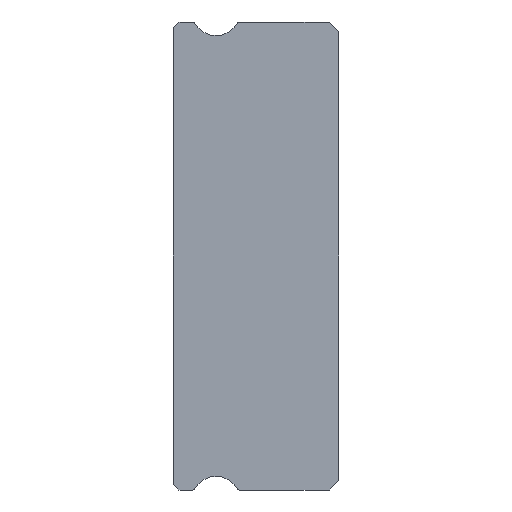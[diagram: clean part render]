
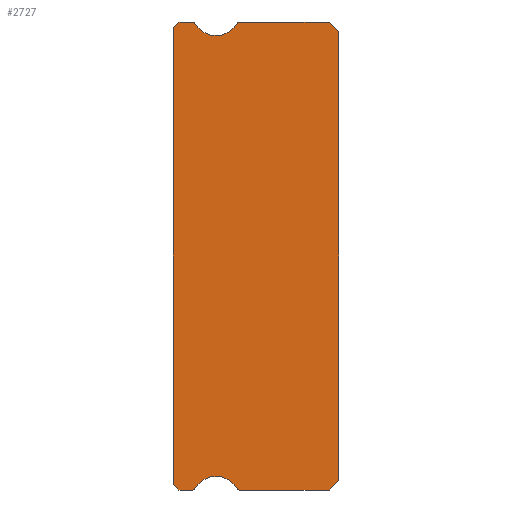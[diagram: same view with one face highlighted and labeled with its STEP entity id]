
A CAD part, left-side view. The second image highlights one B-rep face of the part: STEP entity #2727.
In plain terms, the highlighted planar face has unit normal (-1, 0, 0).
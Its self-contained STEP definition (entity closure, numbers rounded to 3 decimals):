
#21 = EDGE_CURVE ( 'NONE', #1899, #2055, #2257, .T. ) ;
#39 = VERTEX_POINT ( 'NONE', #1660 ) ;
#66 = EDGE_CURVE ( 'NONE', #1003, #2735, #1981, .T. ) ;
#72 = AXIS2_PLACEMENT_3D ( 'NONE', #2353, #773, #3427 ) ;
#81 = CARTESIAN_POINT ( 'NONE',  ( -15., 7.512, 11.85 ) ) ;
#89 = VECTOR ( 'NONE', #1673, 1000. ) ;
#171 = DIRECTION ( 'NONE',  ( 0., 0., -1. ) ) ;
#211 = CARTESIAN_POINT ( 'NONE',  ( -15., 8.2, 12. ) ) ;
#252 = CARTESIAN_POINT ( 'NONE',  ( -15., 6.3, 12.55 ) ) ;
#340 = DIRECTION ( 'NONE',  ( -1., 0., 0. ) ) ;
#365 = CIRCLE ( 'NONE', #2977, 1.25 ) ;
#424 = VERTEX_POINT ( 'NONE', #1405 ) ;
#425 = VERTEX_POINT ( 'NONE', #2487 ) ;
#437 = DIRECTION ( 'NONE',  ( 1., 0., 0. ) ) ;
#468 = CARTESIAN_POINT ( 'NONE',  ( -15., 8.2, -12. ) ) ;
#472 = CIRCLE ( 'NONE', #2135, 1.25 ) ;
#476 = ORIENTED_EDGE ( 'NONE', *, *, #2232, .F. ) ;
#483 = DIRECTION ( 'NONE',  ( 0., 0., -1. ) ) ;
#489 = DIRECTION ( 'NONE',  ( 0., 0., 1. ) ) ;
#571 = CARTESIAN_POINT ( 'NONE',  ( -15., 7.512, -12. ) ) ;
#591 = EDGE_CURVE ( 'NONE', #424, #3357, #1366, .T. ) ;
#613 = CARTESIAN_POINT ( 'NONE',  ( -15., 7.512, -11.85 ) ) ;
#616 = CARTESIAN_POINT ( 'NONE',  ( -15., 5.088, -12. ) ) ;
#706 = CARTESIAN_POINT ( 'NONE',  ( -15., 0., 11.5 ) ) ;
#713 = VERTEX_POINT ( 'NONE', #1380 ) ;
#715 = CARTESIAN_POINT ( 'NONE',  ( -15., 5.088, -11.85 ) ) ;
#744 = VECTOR ( 'NONE', #2413, 1000. ) ;
#773 = DIRECTION ( 'NONE',  ( 1., 0., 0. ) ) ;
#889 = CARTESIAN_POINT ( 'NONE',  ( -15., 0.5, 12. ) ) ;
#892 = ORIENTED_EDGE ( 'NONE', *, *, #2548, .F. ) ;
#893 = ORIENTED_EDGE ( 'NONE', *, *, #1523, .T. ) ;
#915 = DIRECTION ( 'NONE',  ( 0., 0., -1. ) ) ;
#957 = VECTOR ( 'NONE', #1957, 1000. ) ;
#976 = EDGE_CURVE ( 'NONE', #39, #2393, #365, .T. ) ;
#985 = LINE ( 'NONE', #211, #1247 ) ;
#1003 = VERTEX_POINT ( 'NONE', #1064 ) ;
#1020 = DIRECTION ( 'NONE',  ( 0., 1., 0. ) ) ;
#1056 = CARTESIAN_POINT ( 'NONE',  ( -15., 5.217, 11.925 ) ) ;
#1064 = CARTESIAN_POINT ( 'NONE',  ( -15., 8.2, 12. ) ) ;
#1095 = LINE ( 'NONE', #3434, #744 ) ;
#1100 = LINE ( 'NONE', #889, #1588 ) ;
#1116 = DIRECTION ( 'NONE',  ( 0., 0., -1. ) ) ;
#1133 = VERTEX_POINT ( 'NONE', #2489 ) ;
#1176 = EDGE_CURVE ( 'NONE', #2055, #2451, #1100, .T. ) ;
#1190 = CARTESIAN_POINT ( 'NONE',  ( -15., 7.512, 12. ) ) ;
#1191 = CARTESIAN_POINT ( 'NONE',  ( -15., 8.5, 11.7 ) ) ;
#1209 = EDGE_CURVE ( 'NONE', #2002, #1003, #985, .T. ) ;
#1230 = VECTOR ( 'NONE', #1525, 1000. ) ;
#1233 = CIRCLE ( 'NONE', #3185, 1.25 ) ;
#1247 = VECTOR ( 'NONE', #1020, 1000. ) ;
#1349 = AXIS2_PLACEMENT_3D ( 'NONE', #81, #2438, #915 ) ;
#1366 = LINE ( 'NONE', #571, #3414 ) ;
#1380 = CARTESIAN_POINT ( 'NONE',  ( -15., 8.2, -12. ) ) ;
#1389 = ORIENTED_EDGE ( 'NONE', *, *, #1621, .T. ) ;
#1391 = ORIENTED_EDGE ( 'NONE', *, *, #66, .T. ) ;
#1397 = DIRECTION ( 'NONE',  ( 0., 1., 0. ) ) ;
#1404 = DIRECTION ( 'NONE',  ( 0., 0., -1. ) ) ;
#1405 = CARTESIAN_POINT ( 'NONE',  ( -15., 0.5, -12. ) ) ;
#1431 = CARTESIAN_POINT ( 'NONE',  ( -15., 8.5, 11.85 ) ) ;
#1458 = DIRECTION ( 'NONE',  ( 0., -1., 0. ) ) ;
#1473 = CIRCLE ( 'NONE', #2756, 0.15 ) ;
#1523 = EDGE_CURVE ( 'NONE', #1133, #713, #3074, .T. ) ;
#1524 = CIRCLE ( 'NONE', #1855, 0.15 ) ;
#1525 = DIRECTION ( 'NONE',  ( 0., -0.707, -0.707 ) ) ;
#1528 = FACE_OUTER_BOUND ( 'NONE', #3437, .T. ) ;
#1588 = VECTOR ( 'NONE', #3009, 1000. ) ;
#1595 = CARTESIAN_POINT ( 'NONE',  ( -15., 0.5, 12. ) ) ;
#1621 = EDGE_CURVE ( 'NONE', #2116, #2451, #2273, .T. ) ;
#1630 = ORIENTED_EDGE ( 'NONE', *, *, #2317, .T. ) ;
#1660 = CARTESIAN_POINT ( 'NONE',  ( -15., 6.3, 11.3 ) ) ;
#1673 = DIRECTION ( 'NONE',  ( 0., -1., 0. ) ) ;
#1715 = ORIENTED_EDGE ( 'NONE', *, *, #2415, .F. ) ;
#1751 = PLANE ( 'NONE',  #1974 ) ;
#1788 = EDGE_CURVE ( 'NONE', #2393, #1899, #3019, .T. ) ;
#1789 = DIRECTION ( 'NONE',  ( -1., 0., 0. ) ) ;
#1811 = EDGE_CURVE ( 'NONE', #2002, #2139, #3347, .T. ) ;
#1829 = CARTESIAN_POINT ( 'NONE',  ( -15., 6.3, 12.55 ) ) ;
#1855 = AXIS2_PLACEMENT_3D ( 'NONE', #613, #3304, #1404 ) ;
#1899 = VERTEX_POINT ( 'NONE', #3282 ) ;
#1941 = ORIENTED_EDGE ( 'NONE', *, *, #1811, .F. ) ;
#1957 = DIRECTION ( 'NONE',  ( 0., 0., 1. ) ) ;
#1974 = AXIS2_PLACEMENT_3D ( 'NONE', #2589, #437, #171 ) ;
#1981 = LINE ( 'NONE', #1191, #3145 ) ;
#2002 = VERTEX_POINT ( 'NONE', #1190 ) ;
#2024 = EDGE_CURVE ( 'NONE', #2139, #39, #1233, .T. ) ;
#2025 = DIRECTION ( 'NONE',  ( 0., 0., -1. ) ) ;
#2034 = CARTESIAN_POINT ( 'NONE',  ( -15., 8.5, 11.7 ) ) ;
#2055 = VERTEX_POINT ( 'NONE', #1595 ) ;
#2070 = VECTOR ( 'NONE', #489, 1000. ) ;
#2075 = DIRECTION ( 'NONE',  ( 1., 0., 0. ) ) ;
#2076 = DIRECTION ( 'NONE',  ( 0., 0., -1. ) ) ;
#2116 = VERTEX_POINT ( 'NONE', #2879 ) ;
#2135 = AXIS2_PLACEMENT_3D ( 'NONE', #2724, #340, #1116 ) ;
#2139 = VERTEX_POINT ( 'NONE', #2365 ) ;
#2144 = ORIENTED_EDGE ( 'NONE', *, *, #21, .F. ) ;
#2163 = CARTESIAN_POINT ( 'NONE',  ( -15., 0., 11.5 ) ) ;
#2170 = LINE ( 'NONE', #1431, #957 ) ;
#2197 = VERTEX_POINT ( 'NONE', #2454 ) ;
#2232 = EDGE_CURVE ( 'NONE', #2197, #2382, #472, .T. ) ;
#2247 = EDGE_CURVE ( 'NONE', #1133, #2735, #2170, .T. ) ;
#2257 = LINE ( 'NONE', #2989, #89 ) ;
#2273 = LINE ( 'NONE', #706, #2070 ) ;
#2292 = VECTOR ( 'NONE', #1458, 1000. ) ;
#2317 = EDGE_CURVE ( 'NONE', #713, #425, #2957, .T. ) ;
#2353 = CARTESIAN_POINT ( 'NONE',  ( -15., 5.088, 11.85 ) ) ;
#2365 = CARTESIAN_POINT ( 'NONE',  ( -15., 7.383, 11.925 ) ) ;
#2382 = VERTEX_POINT ( 'NONE', #3058 ) ;
#2393 = VERTEX_POINT ( 'NONE', #1056 ) ;
#2413 = DIRECTION ( 'NONE',  ( 0., 0.707, -0.707 ) ) ;
#2415 = EDGE_CURVE ( 'NONE', #2116, #424, #1095, .T. ) ;
#2438 = DIRECTION ( 'NONE',  ( 1., 0., 0. ) ) ;
#2451 = VERTEX_POINT ( 'NONE', #2163 ) ;
#2454 = CARTESIAN_POINT ( 'NONE',  ( -15., 5.217, -11.925 ) ) ;
#2487 = CARTESIAN_POINT ( 'NONE',  ( -15., 7.512, -12. ) ) ;
#2489 = CARTESIAN_POINT ( 'NONE',  ( -15., 8.5, -11.7 ) ) ;
#2500 = DIRECTION ( 'NONE',  ( 0., 0.707, -0.707 ) ) ;
#2511 = ORIENTED_EDGE ( 'NONE', *, *, #2987, .F. ) ;
#2548 = EDGE_CURVE ( 'NONE', #2382, #425, #1524, .T. ) ;
#2589 = CARTESIAN_POINT ( 'NONE',  ( -15., 7.512, 11.85 ) ) ;
#2720 = CARTESIAN_POINT ( 'NONE',  ( -15., 7.512, -12. ) ) ;
#2724 = CARTESIAN_POINT ( 'NONE',  ( -15., 6.3, -12.55 ) ) ;
#2727 = ADVANCED_FACE ( 'NONE', ( #1528 ), #1751, .F. ) ;
#2735 = VERTEX_POINT ( 'NONE', #2034 ) ;
#2756 = AXIS2_PLACEMENT_3D ( 'NONE', #715, #2075, #2025 ) ;
#2803 = ORIENTED_EDGE ( 'NONE', *, *, #591, .F. ) ;
#2879 = CARTESIAN_POINT ( 'NONE',  ( -15., 0., -11.5 ) ) ;
#2894 = DIRECTION ( 'NONE',  ( -1., 0., 0. ) ) ;
#2934 = ORIENTED_EDGE ( 'NONE', *, *, #1788, .F. ) ;
#2957 = LINE ( 'NONE', #2720, #2292 ) ;
#2977 = AXIS2_PLACEMENT_3D ( 'NONE', #252, #1789, #483 ) ;
#2978 = ORIENTED_EDGE ( 'NONE', *, *, #976, .F. ) ;
#2987 = EDGE_CURVE ( 'NONE', #3357, #2197, #1473, .T. ) ;
#2989 = CARTESIAN_POINT ( 'NONE',  ( -15., 7.512, 12. ) ) ;
#3006 = ORIENTED_EDGE ( 'NONE', *, *, #1176, .F. ) ;
#3009 = DIRECTION ( 'NONE',  ( 0., -0.707, -0.707 ) ) ;
#3010 = ORIENTED_EDGE ( 'NONE', *, *, #2024, .F. ) ;
#3019 = CIRCLE ( 'NONE', #72, 0.15 ) ;
#3058 = CARTESIAN_POINT ( 'NONE',  ( -15., 7.383, -11.925 ) ) ;
#3074 = LINE ( 'NONE', #468, #1230 ) ;
#3145 = VECTOR ( 'NONE', #2500, 1000. ) ;
#3149 = ORIENTED_EDGE ( 'NONE', *, *, #1209, .T. ) ;
#3185 = AXIS2_PLACEMENT_3D ( 'NONE', #1829, #2894, #2076 ) ;
#3282 = CARTESIAN_POINT ( 'NONE',  ( -15., 5.088, 12. ) ) ;
#3304 = DIRECTION ( 'NONE',  ( 1., 0., 0. ) ) ;
#3347 = CIRCLE ( 'NONE', #1349, 0.15 ) ;
#3357 = VERTEX_POINT ( 'NONE', #616 ) ;
#3414 = VECTOR ( 'NONE', #1397, 1000. ) ;
#3427 = DIRECTION ( 'NONE',  ( 0., 0., -1. ) ) ;
#3434 = CARTESIAN_POINT ( 'NONE',  ( -15., 0., -11.5 ) ) ;
#3437 = EDGE_LOOP ( 'NONE', ( #3445, #893, #1630, #892, #476, #2511, #2803, #1715, #1389, #3006, #2144, #2934, #2978, #3010, #1941, #3149, #1391 ) ) ;
#3445 = ORIENTED_EDGE ( 'NONE', *, *, #2247, .F. ) ;
